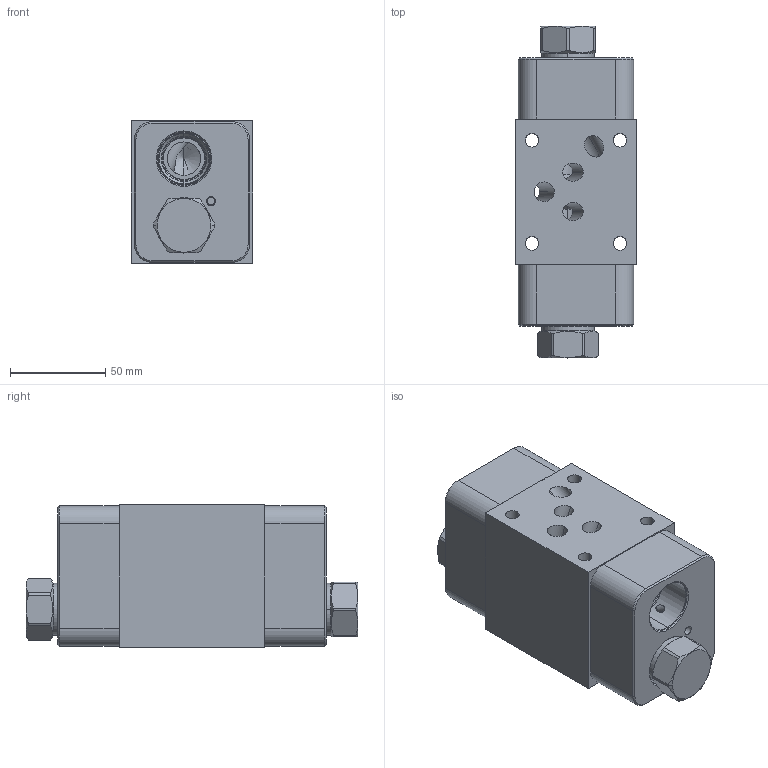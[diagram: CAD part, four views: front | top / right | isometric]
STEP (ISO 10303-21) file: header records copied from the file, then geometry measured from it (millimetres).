
FILE_DESCRIPTION((''),'2;1');
FILE_NAME('BB8_ASM','2019-07-22T',('ProEService'),(''),'PRO/ENGINEER BY PARAMETRIC TECHNOLOGY CORPORATION, 2014200','PRO/ENGINEER BY PARAMETRIC TECHNOLOGY CORPORATION, 2014200','');
FILE_SCHEMA(('CONFIG_CONTROL_DESIGN'));
Length unit declared in the file: inch
Products named in the file (6): 151-651; CXFCXCN; 850-004-188; 500-001-014; 700-001; BB8_ASM
Assembly tree (7 placements, depth 2):
  BB8_ASM
    151-651
    CXFCXCN  x2
    850-004-188  x2
    500-001-014
    700-001
Bounding box: 63.5 x 173.81 x 74.63 mm (x, y, z)
Volume: 553513.7 mm3; surface area: 102364.7 mm2
Topology: 11 solids, 11 shells, 471 faces, 1473 edges, 1199 vertices
Faces by surface type: cylinder 192, cone 111, plane 80, torus 48, revolution 24, sphere 16
Entity records: 15800 total; most frequent: CARTESIAN_POINT 5671, DIRECTION 2151, ORIENTED_EDGE 1660, EDGE_CURVE 830, AXIS2_PLACEMENT_3D 743, VECTOR 653, LINE 653, VERTEX_POINT 508
